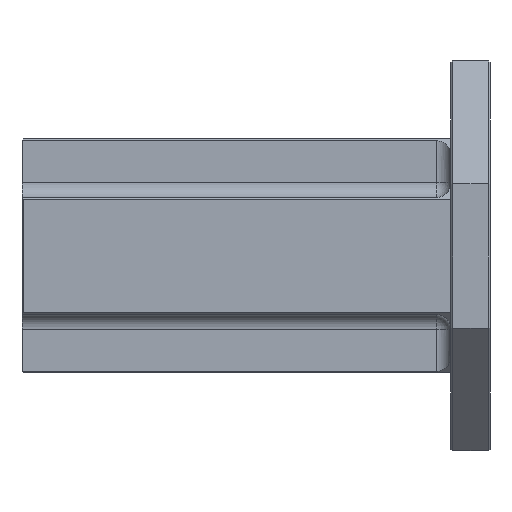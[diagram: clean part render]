
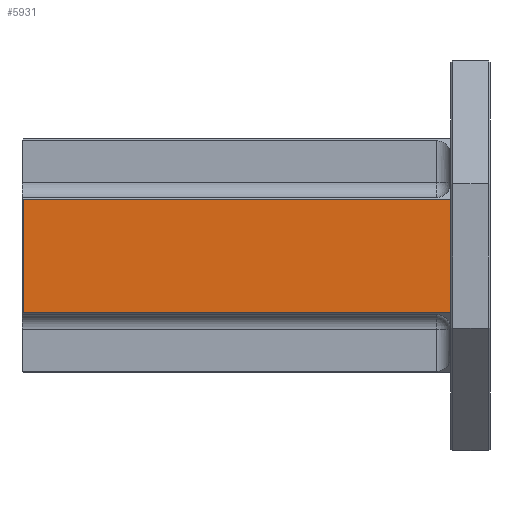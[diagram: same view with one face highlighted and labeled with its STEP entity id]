
A CAD part, left-side view. The second image highlights one B-rep face of the part: STEP entity #5931.
In plain terms, the highlighted planar face has unit normal (-1, 0, 0).
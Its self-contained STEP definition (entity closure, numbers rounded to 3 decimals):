
#141 = CARTESIAN_POINT ( 'NONE',  ( -150., 598., -73. ) ) ;
#357 = AXIS2_PLACEMENT_3D ( 'NONE', #2728, #5935, #9138 ) ;
#705 = CARTESIAN_POINT ( 'NONE',  ( -150., 598., 73. ) ) ;
#769 = EDGE_CURVE ( 'NONE', #5948, #8215, #7118, .T. ) ;
#1220 = EDGE_CURVE ( 'NONE', #2541, #4371, #8995, .T. ) ;
#1530 = LINE ( 'NONE', #4819, #1773 ) ;
#1677 = CARTESIAN_POINT ( 'NONE',  ( -150., 50., -73. ) ) ;
#1773 = VECTOR ( 'NONE', #6448, 1000. ) ;
#1813 = CARTESIAN_POINT ( 'NONE',  ( -150., 600., 73. ) ) ;
#2070 = CARTESIAN_POINT ( 'NONE',  ( -150., 598., 0. ) ) ;
#2107 = CARTESIAN_POINT ( 'NONE',  ( -150., 50., 73. ) ) ;
#2315 = ORIENTED_EDGE ( 'NONE', *, *, #7139, .F. ) ;
#2541 = VERTEX_POINT ( 'NONE', #2107 ) ;
#2728 = CARTESIAN_POINT ( 'NONE',  ( -150., 1624.264, 0. ) ) ;
#2735 = ORIENTED_EDGE ( 'NONE', *, *, #1220, .T. ) ;
#3149 = DIRECTION ( 'NONE',  ( 0., -1., 0. ) ) ;
#4084 = EDGE_CURVE ( 'NONE', #4371, #5948, #9264, .T. ) ;
#4371 = VERTEX_POINT ( 'NONE', #705 ) ;
#4819 = CARTESIAN_POINT ( 'NONE',  ( -150., 50., 0. ) ) ;
#5000 = DIRECTION ( 'NONE',  ( 0., 1., 0. ) ) ;
#5148 = VECTOR ( 'NONE', #5257, 1000. ) ;
#5151 = ORIENTED_EDGE ( 'NONE', *, *, #769, .T. ) ;
#5257 = DIRECTION ( 'NONE',  ( 0., 0., -1. ) ) ;
#5278 = VECTOR ( 'NONE', #3149, 1000. ) ;
#5768 = PLANE ( 'NONE',  #357 ) ;
#5931 = ADVANCED_FACE ( 'NONE', ( #8128 ), #5768, .T. ) ;
#5935 = DIRECTION ( 'NONE',  ( -1., 0., 0. ) ) ;
#5948 = VERTEX_POINT ( 'NONE', #141 ) ;
#6448 = DIRECTION ( 'NONE',  ( 0., 0., -1. ) ) ;
#6663 = VECTOR ( 'NONE', #5000, 1000. ) ;
#7118 = LINE ( 'NONE', #10349, #5278 ) ;
#7139 = EDGE_CURVE ( 'NONE', #2541, #8215, #1530, .T. ) ;
#7152 = ORIENTED_EDGE ( 'NONE', *, *, #4084, .T. ) ;
#7295 = EDGE_LOOP ( 'NONE', ( #2315, #2735, #7152, #5151 ) ) ;
#8128 = FACE_OUTER_BOUND ( 'NONE', #7295, .T. ) ;
#8215 = VERTEX_POINT ( 'NONE', #1677 ) ;
#8995 = LINE ( 'NONE', #1813, #6663 ) ;
#9138 = DIRECTION ( 'NONE',  ( 0., 0., 1. ) ) ;
#9264 = LINE ( 'NONE', #2070, #5148 ) ;
#10349 = CARTESIAN_POINT ( 'NONE',  ( -150., 1624.264, -73. ) ) ;
